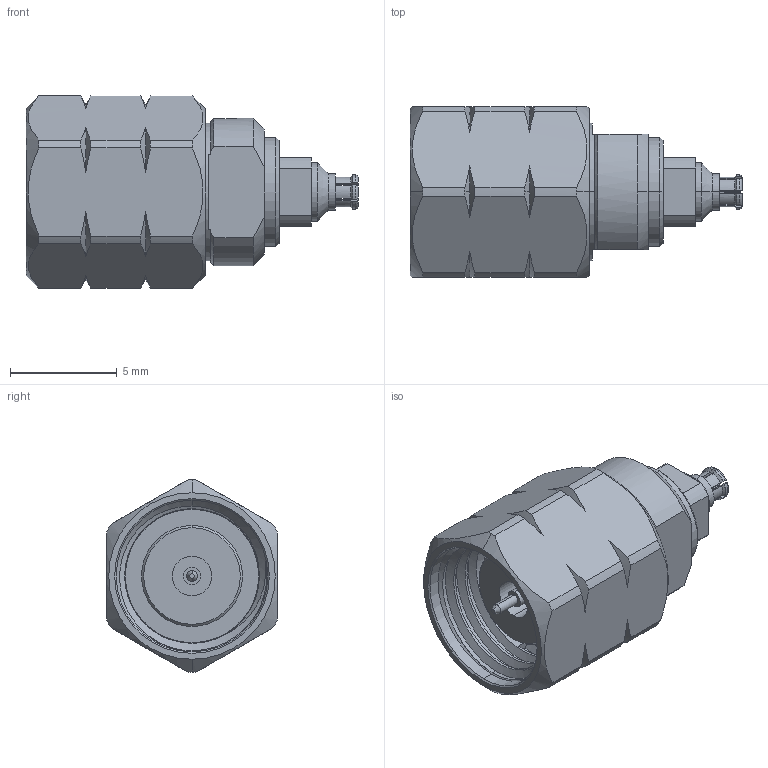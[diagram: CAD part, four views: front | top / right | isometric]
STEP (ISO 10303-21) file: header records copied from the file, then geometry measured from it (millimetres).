
FILE_DESCRIPTION (( 'STEP AP214' ), '1' );
FILE_NAME ('FMAD9991_3D.step', '2023-07-05T18:20:04', ( '' ), ( '' ), 'SwSTEP 2.0', 'SolidWorks 2022', '' );
FILE_SCHEMA (( 'AUTOMOTIVE_DESIGN' ));
Length unit declared in the file: millimetre
Products named in the file (1): FMAD9991_3D
Bounding box: 15.55 x 8 x 9 mm (x, y, z)
Volume: 436.7 mm3; surface area: 726.1 mm2
Topology: 1 solids, 1 shells, 237 faces, 637 edges, 414 vertices
Faces by surface type: cylinder 83, plane 72, cone 68, torus 12, bspline 2
Entity records: 9566 total; most frequent: CARTESIAN_POINT 2625, ORIENTED_EDGE 1270, DIRECTION 1204, EDGE_CURVE 635, AXIS2_PLACEMENT_3D 480, VERTEX_POINT 414, EDGE_LOOP 251, CIRCLE 244
